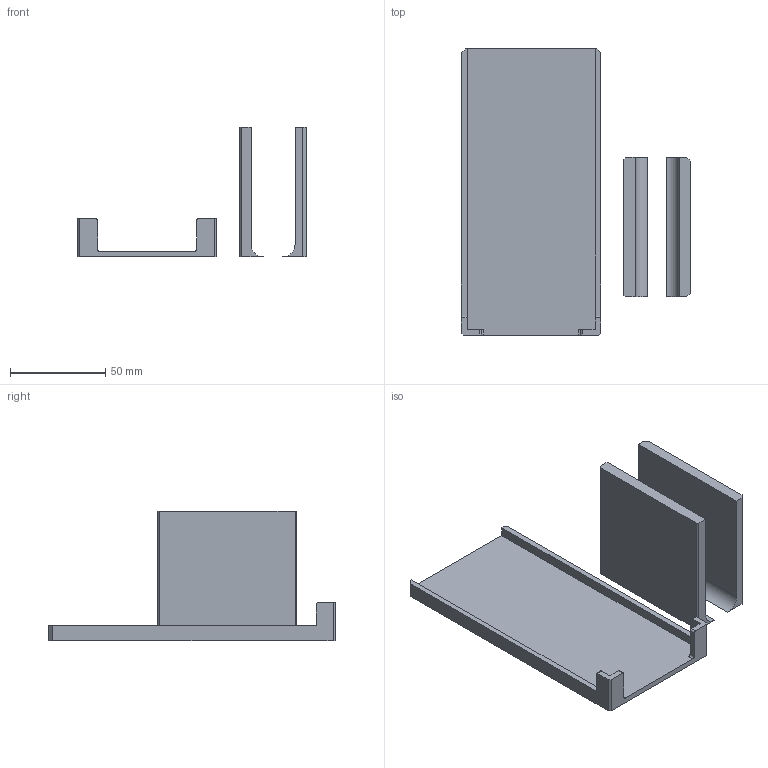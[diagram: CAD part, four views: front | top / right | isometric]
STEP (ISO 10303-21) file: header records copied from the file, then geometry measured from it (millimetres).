
FILE_DESCRIPTION(('HOOPS Exchange Step'),'2;1');
FILE_NAME('temp_export','2024-06-05T15:52:24-04:00',('mobile'),('Shapr3D Limited'),'HOOPS Exchange 2024.2','Shapr3D','Authorized');
FILE_SCHEMA( ('AUTOMOTIVE_DESIGN { 1 0 10303 214 1 1 1 1 }') );
Length unit declared in the file: millimetre
Products named in the file (1): root
Bounding box: 120 x 150 x 68 mm (x, y, z)
Volume: 99333.5 mm3; surface area: 51889.2 mm2
Topology: 3 solids, 3 shells, 48 faces, 126 edges, 84 vertices
Faces by surface type: plane 40, cylinder 8
Entity records: 1488 total; most frequent: CARTESIAN_POINT 259, ORIENTED_EDGE 252, DIRECTION 240, EDGE_CURVE 126, VECTOR 110, LINE 110, VERTEX_POINT 84, AXIS2_PLACEMENT_3D 65
